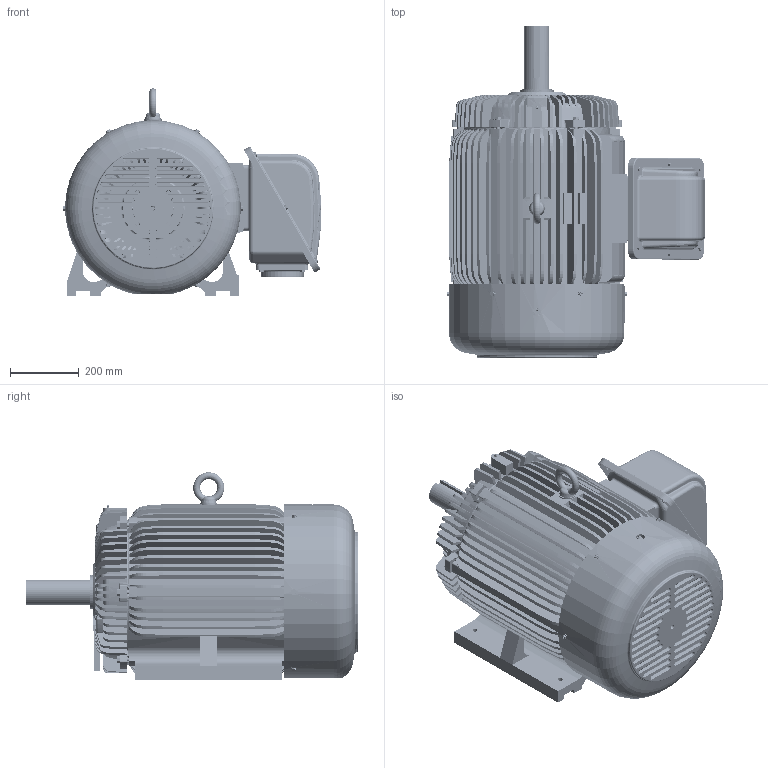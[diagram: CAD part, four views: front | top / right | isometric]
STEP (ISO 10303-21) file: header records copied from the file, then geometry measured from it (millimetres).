
FILE_DESCRIPTION(('CATIA V5 STEP Exchange'),'2;1');
FILE_NAME('405T-H_AllCATPart.stp','2012-08-30T02:58:50+00:00',('none'),('none'),'CATIA Version 5 Release 19 SP 9 (IN-10)','CATIA V5 STEP AP203','none');
FILE_SCHEMA(('CONFIG_CONTROL_DESIGN'));
Length unit declared in the file: millimetre
Products named in the file (1): 405T-H_AllCATPart
Bounding box: 750.16 x 962.92 x 602 mm (x, y, z)
Volume: 40048374.7 mm3; surface area: 7021576.3 mm2
Topology: 53 solids, 53 shells, 4816 faces, 13390 edges, 8759 vertices
Faces by surface type: plane 1544, torus 1065, cylinder 1052, cone 797, bspline 322, sphere 28, revolution 8
Entity records: 170854 total; most frequent: CARTESIAN_POINT 66482, ORIENTED_EDGE 26668, EDGE_CURVE 13334, DIRECTION 13266, VERTEX_POINT 8759, AXIS2_PLACEMENT_3D 6853, EDGE_LOOP 5219, ADVANCED_FACE 4816
